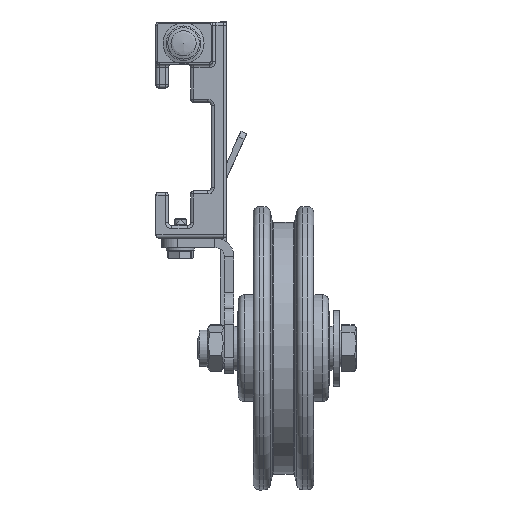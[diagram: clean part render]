
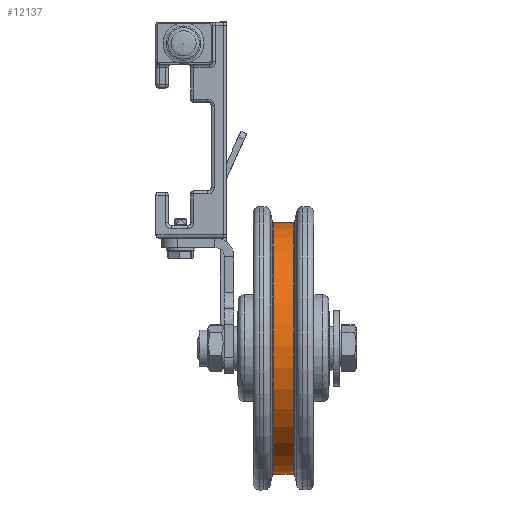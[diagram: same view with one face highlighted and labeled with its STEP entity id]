
A CAD part, left-side view. The second image highlights one B-rep face of the part: STEP entity #12137.
In plain terms, the highlighted cylindrical face has radius 40 mm (diameter 80 mm), a full revolution.
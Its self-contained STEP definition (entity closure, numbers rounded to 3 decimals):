
#1300=FACE_OUTER_BOUND('',#2049,.T.);
#2049=EDGE_LOOP('',(#9484,#9485,#9486,#9487,#9488,#9489,#9490,#9491));
#2780=LINE('',#22883,#3513);
#3513=VECTOR('',#16516,40.);
#4437=CIRCLE('',#13812,40.);
#4438=CIRCLE('',#13813,40.);
#4439=CIRCLE('',#13814,40.);
#4441=CIRCLE('',#13817,40.);
#4442=CIRCLE('',#13818,40.);
#4443=CIRCLE('',#13819,40.);
#5408=VERTEX_POINT('',#22870);
#5409=VERTEX_POINT('',#22871);
#5410=VERTEX_POINT('',#22873);
#5411=VERTEX_POINT('',#22878);
#5412=VERTEX_POINT('',#22879);
#5413=VERTEX_POINT('',#22881);
#6861=EDGE_CURVE('',#5408,#5409,#4437,.T.);
#6862=EDGE_CURVE('',#5410,#5408,#4438,.T.);
#6863=EDGE_CURVE('',#5409,#5410,#4439,.T.);
#6865=EDGE_CURVE('',#5411,#5412,#4441,.T.);
#6866=EDGE_CURVE('',#5413,#5411,#4442,.T.);
#6867=EDGE_CURVE('',#5413,#5410,#2780,.T.);
#6868=EDGE_CURVE('',#5412,#5413,#4443,.T.);
#9484=ORIENTED_EDGE('',*,*,#6865,.F.);
#9485=ORIENTED_EDGE('',*,*,#6866,.F.);
#9486=ORIENTED_EDGE('',*,*,#6867,.T.);
#9487=ORIENTED_EDGE('',*,*,#6862,.T.);
#9488=ORIENTED_EDGE('',*,*,#6861,.T.);
#9489=ORIENTED_EDGE('',*,*,#6863,.T.);
#9490=ORIENTED_EDGE('',*,*,#6867,.F.);
#9491=ORIENTED_EDGE('',*,*,#6868,.F.);
#11675=CYLINDRICAL_SURFACE('',#13816,40.);
#12137=ADVANCED_FACE('',(#1300),#11675,.T.);
#13812=AXIS2_PLACEMENT_3D('',#22872,#16502,#16503);
#13813=AXIS2_PLACEMENT_3D('',#22874,#16504,#16505);
#13814=AXIS2_PLACEMENT_3D('',#22875,#16506,#16507);
#13816=AXIS2_PLACEMENT_3D('',#22877,#16510,#16511);
#13817=AXIS2_PLACEMENT_3D('',#22880,#16512,#16513);
#13818=AXIS2_PLACEMENT_3D('',#22882,#16514,#16515);
#13819=AXIS2_PLACEMENT_3D('',#22884,#16517,#16518);
#16502=DIRECTION('center_axis',(0.,0.,-1.));
#16503=DIRECTION('ref_axis',(1.,0.,0.));
#16504=DIRECTION('center_axis',(0.,0.,-1.));
#16505=DIRECTION('ref_axis',(1.,0.,0.));
#16506=DIRECTION('center_axis',(0.,0.,-1.));
#16507=DIRECTION('ref_axis',(1.,0.,0.));
#16510=DIRECTION('center_axis',(0.,0.,-1.));
#16511=DIRECTION('ref_axis',(0.,1.,0.));
#16512=DIRECTION('center_axis',(0.,0.,-1.));
#16513=DIRECTION('ref_axis',(1.,0.,0.));
#16514=DIRECTION('center_axis',(0.,0.,-1.));
#16515=DIRECTION('ref_axis',(1.,0.,0.));
#16516=DIRECTION('',(0.,0.,1.));
#16517=DIRECTION('center_axis',(0.,0.,-1.));
#16518=DIRECTION('ref_axis',(1.,0.,0.));
#22870=CARTESIAN_POINT('',(0.,40.,3.05));
#22871=CARTESIAN_POINT('',(40.,0.,3.05));
#22872=CARTESIAN_POINT('Origin',(0.,0.,3.05));
#22873=CARTESIAN_POINT('',(0.,-40.,3.05));
#22874=CARTESIAN_POINT('Origin',(0.,0.,3.05));
#22875=CARTESIAN_POINT('Origin',(0.,0.,3.05));
#22877=CARTESIAN_POINT('Origin',(0.,0.,0.));
#22878=CARTESIAN_POINT('',(0.,40.,-3.05));
#22879=CARTESIAN_POINT('',(40.,0.,-3.05));
#22880=CARTESIAN_POINT('Origin',(0.,0.,-3.05));
#22881=CARTESIAN_POINT('',(0.,-40.,-3.05));
#22882=CARTESIAN_POINT('Origin',(0.,0.,-3.05));
#22883=CARTESIAN_POINT('',(0.,-40.,0.));
#22884=CARTESIAN_POINT('Origin',(0.,0.,-3.05));
